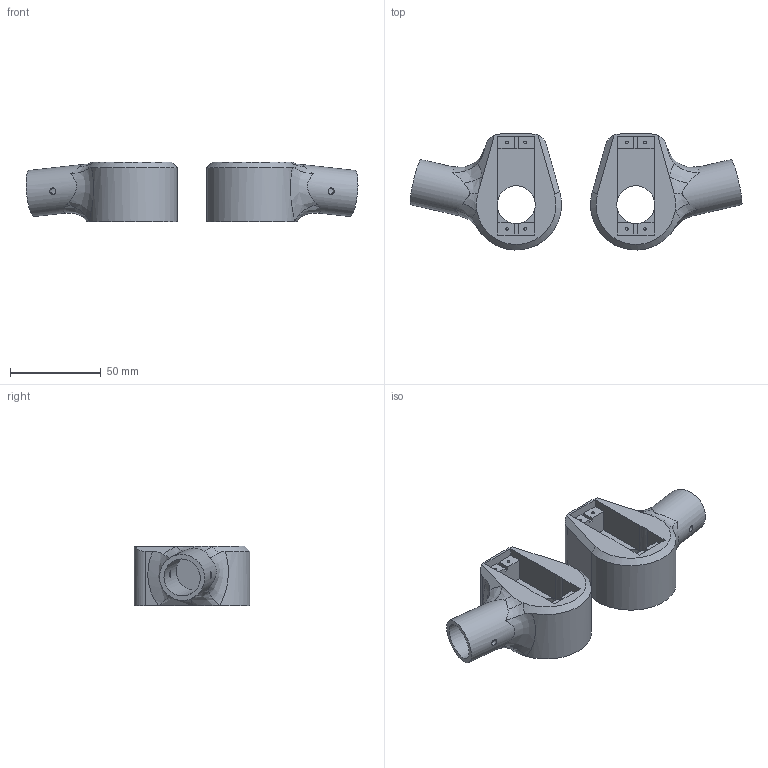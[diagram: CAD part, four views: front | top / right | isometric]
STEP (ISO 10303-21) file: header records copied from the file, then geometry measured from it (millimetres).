
FILE_DESCRIPTION(/* description */ (''),/* implementation_level */ '2;1');
FILE_NAME(/* name */ 'Directional Motor Support Back V2 v18.stp',/* time_stamp */ '2020-12-05T18:10:08+01:00',/* author */ (''),/* organization */ (''),/* preprocessor_version */ 'ST-DEVELOPER v18.1',/* originating_system */ 'Autodesk Translation Framework v9.3.0.1241',/* authorisation */ '');
FILE_SCHEMA (('AUTOMOTIVE_DESIGN { 1 0 10303 214 3 1 1 }'));
Length unit declared in the file: millimetre
Products named in the file (3): Directional Motor Support - Back V2; DMS - Back - Left; DMS - Back - Right
Assembly tree (2 placements, depth 2):
  Directional Motor Support - Back V2
    DMS - Back - Left
    DMS - Back - Right
Bounding box: 183.18 x 63.98 x 33 mm (x, y, z)
Volume: 138722.2 mm3; surface area: 36576.4 mm2
Topology: 2 solids, 2 shells, 116 faces, 310 edges, 206 vertices
Faces by surface type: plane 72, cylinder 26, bspline 16, cone 2
Full cylindrical faces by diameter (mm): 1.5 x8, 3.5 x4, 20.55 x2, 21 x2, 25.55 x2, 28 x2
Entity records: 4642 total; most frequent: CARTESIAN_POINT 1679, ORIENTED_EDGE 620, DIRECTION 562, EDGE_CURVE 310, VERTEX_POINT 206, AXIS2_PLACEMENT_3D 195, LINE 172, VECTOR 172
